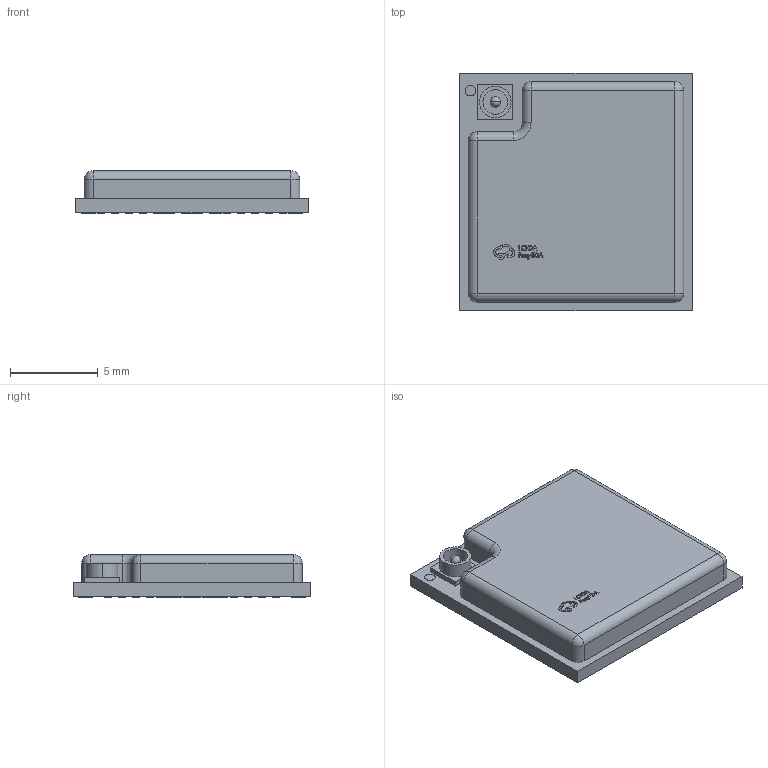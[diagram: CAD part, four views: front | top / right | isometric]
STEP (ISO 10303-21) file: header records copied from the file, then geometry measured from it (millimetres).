
FILE_DESCRIPTION (( 'STEP AP214' ), '1' );
FILE_NAME ('WIFIM-SMD_ESP32-MINI-1U.step', '2022-07-15T04:58:11', ( '' ), ( '' ), 'SwSTEP 2.0', 'SolidWorks 2020', '' );
FILE_SCHEMA (( 'AUTOMOTIVE_DESIGN' ));
Length unit declared in the file: millimetre
Products named in the file (1): WIFIM-SMD_ESP32-MINI-1U
Bounding box: 13.2 x 13.5 x 2.42 mm (x, y, z)
Volume: 374.2 mm3; surface area: 481.1 mm2
Topology: 14 solids, 14 shells, 650 faces, 1632 edges, 1078 vertices
Faces by surface type: plane 510, bspline 112, cylinder 20, sphere 7, torus 1
Entity records: 27603 total; most frequent: CARTESIAN_POINT 5454, ORIENTED_EDGE 3246, DIRECTION 2516, EDGE_CURVE 1623, VECTOR 1352, LINE 1352, VERTEX_POINT 1076, EDGE_LOOP 737
